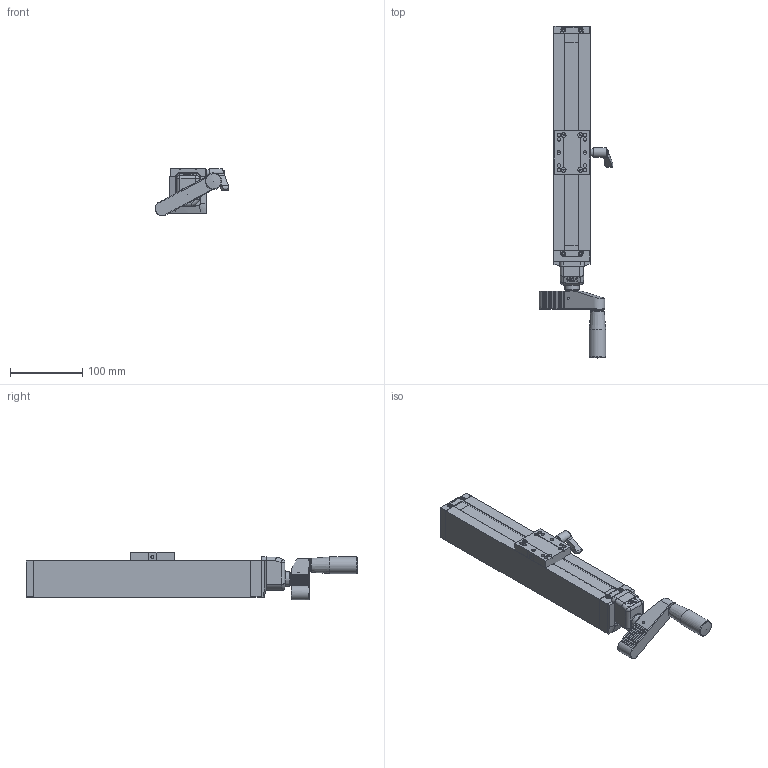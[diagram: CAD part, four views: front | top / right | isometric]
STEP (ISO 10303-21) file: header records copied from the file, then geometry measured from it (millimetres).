
FILE_DESCRIPTION(/* description */ ('Unknown'),/* implementation_level */ '2;1');
FILE_NAME(/* name */ 'Spindelantrieb50-einfach ',/* time_stamp */ '2020-03-29T06:07:11+02:00',/* author */ ('Unknown'),/* organization */ ('Unknown'),/* preprocessor_version */ 'ST-DEVELOPER v16.7',/* originating_system */ 'Solid Edge',/* authorisation */ 'Unknown');
FILE_SCHEMA (('AUTOMOTIVE_DESIGN {1 0 10303 214 3 1 1}'));
Products named in the file (7): 2-Grundeinheit50-SchlittenAlu60lg-dy; Profil-50-300lg-dy; A-0000125-Flanschlager50-Stirnseite-dy; Spindel-M16-Grundbaugruppe-dy; A-0000098-Deckel50-geschraubt-dy; A-0000003-Schlitten50-60lg-Klem-Alu-dy; A-0000127-Siko-Adapterplatte-50-dy
Assembly tree (6 placements, depth 2):
  2-Grundeinheit50-SchlittenAlu60lg-dy
    Profil-50-300lg-dy
    A-0000125-Flanschlager50-Stirnseite-dy
    Spindel-M16-Grundbaugruppe-dy
    A-0000098-Deckel50-geschraubt-dy
    A-0000003-Schlitten50-60lg-Klem-Alu-dy
    A-0000127-Siko-Adapterplatte-50-dy
Bounding box: 101.74 x 458.61 x 65.91 mm (x, y, z)
Volume: 719816.3 mm3; surface area: 218320.2 mm2
Topology: 7 solids, 7 shells, 1619 faces, 4279 edges, 2777 vertices
Faces by surface type: plane 1094, cylinder 302, cone 95, bspline 90, torus 32, sphere 6
Full cylindrical faces by diameter (mm): 1.7 x2, 3 x3, 3.2 x4, 4 x1, 4.134 x1, 4.5 x1, 4.917 x24, 5 x6, 5.3 x2, 5.5 x5, 5.8 x4, 6 x7, 6.2 x1, 6.4 x6, 8 x1, 8.3 x1, 10 x5, 11 x4, 11.5 x1, 12 x9, 13 x1, 13.024 x1, 14 x1, 16 x2, 17 x2, 17.3 x2, 18 x6, 20 x1, 22 x1, 23 x1
Entity records: 67475 total; most frequent: CARTESIAN_POINT 18136, ORIENTED_EDGE 7978, DIRECTION 7468, EDGE_CURVE 3989, LINE 2828, VECTOR 2828, VERTEX_POINT 2698, AXIS2_PLACEMENT_3D 2320
